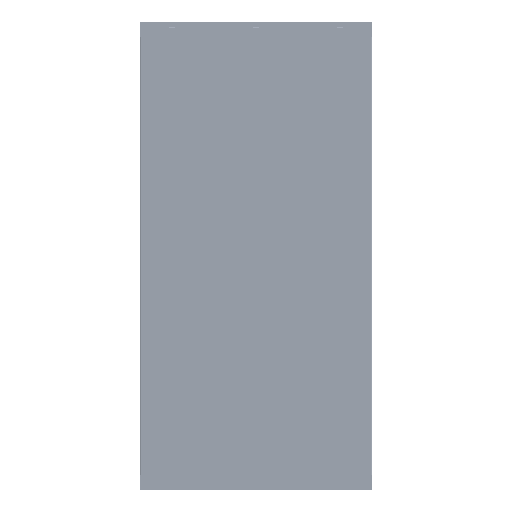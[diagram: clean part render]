
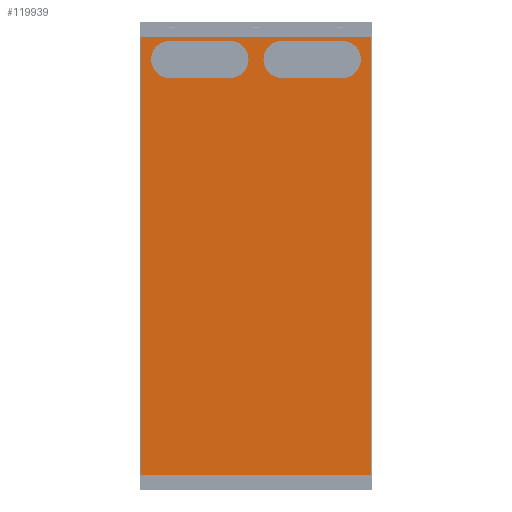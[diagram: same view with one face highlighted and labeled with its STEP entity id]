
A CAD part, front view. The second image highlights one B-rep face of the part: STEP entity #119939.
In plain terms, the highlighted planar face has unit normal (0, -1, 0).
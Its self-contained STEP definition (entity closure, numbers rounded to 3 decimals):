
#11 = VERTEX_POINT ( 'NONE', #8307 ) ;
#1597 = CIRCLE ( 'NONE', #98373, 50. ) ;
#1957 = VECTOR ( 'NONE', #52862, 1000. ) ;
#3649 = EDGE_LOOP ( 'NONE', ( #85540, #96675, #88754, #93533 ) ) ;
#3656 = DIRECTION ( 'NONE',  ( 0., 0., -1. ) ) ;
#4659 = CARTESIAN_POINT ( 'NONE',  ( 230., 0., 575. ) ) ;
#6812 = EDGE_CURVE ( 'NONE', #75515, #119847, #34607, .T. ) ;
#8213 = DIRECTION ( 'NONE',  ( 0., -1., 0. ) ) ;
#8307 = CARTESIAN_POINT ( 'NONE',  ( -307.5, 0., -585. ) ) ;
#8334 = EDGE_CURVE ( 'NONE', #47882, #87058, #105560, .T. ) ;
#10076 = LINE ( 'NONE', #45657, #59328 ) ;
#10580 = DIRECTION ( 'NONE',  ( 1., 0., 0. ) ) ;
#12818 = DIRECTION ( 'NONE',  ( -1., 0., 0. ) ) ;
#15237 = EDGE_CURVE ( 'NONE', #87168, #43975, #102670, .T. ) ;
#18309 = DIRECTION ( 'NONE',  ( 0., 0., 1. ) ) ;
#18956 = DIRECTION ( 'NONE',  ( 0., 0., -1. ) ) ;
#19611 = VERTEX_POINT ( 'NONE', #122349 ) ;
#20136 = AXIS2_PLACEMENT_3D ( 'NONE', #41453, #87675, #102019 ) ;
#20512 = EDGE_CURVE ( 'NONE', #11, #60096, #63473, .T. ) ;
#20598 = VERTEX_POINT ( 'NONE', #91469 ) ;
#21123 = FACE_BOUND ( 'NONE', #48529, .T. ) ;
#21857 = FACE_OUTER_BOUND ( 'NONE', #62003, .T. ) ;
#21975 = LINE ( 'NONE', #68159, #36049 ) ;
#23911 = CARTESIAN_POINT ( 'NONE',  ( -307.5, 0., 625. ) ) ;
#24498 = ORIENTED_EDGE ( 'NONE', *, *, #40580, .T. ) ;
#26676 = CARTESIAN_POINT ( 'NONE',  ( 230., 0., 525. ) ) ;
#30770 = EDGE_CURVE ( 'NONE', #87058, #57190, #141370, .T. ) ;
#32860 = DIRECTION ( 'NONE',  ( 0., 0., 1. ) ) ;
#34607 = CIRCLE ( 'NONE', #20136, 50. ) ;
#36049 = VECTOR ( 'NONE', #10580, 1000. ) ;
#38124 = AXIS2_PLACEMENT_3D ( 'NONE', #101802, #125284, #32860 ) ;
#40580 = EDGE_CURVE ( 'NONE', #43975, #11, #57979, .T. ) ;
#41453 = CARTESIAN_POINT ( 'NONE',  ( -230., 0., 525. ) ) ;
#41661 = CARTESIAN_POINT ( 'NONE',  ( 307.5, 0., 625. ) ) ;
#43975 = VERTEX_POINT ( 'NONE', #117042 ) ;
#45657 = CARTESIAN_POINT ( 'NONE',  ( -78.75, 0., 475. ) ) ;
#47882 = VERTEX_POINT ( 'NONE', #115985 ) ;
#48529 = EDGE_LOOP ( 'NONE', ( #118500, #101378, #114827, #62115 ) ) ;
#49179 = CARTESIAN_POINT ( 'NONE',  ( -230., 0., 575. ) ) ;
#52862 = DIRECTION ( 'NONE',  ( 1., 0., 0. ) ) ;
#54421 = DIRECTION ( 'NONE',  ( 0., 0., -1. ) ) ;
#54633 = VECTOR ( 'NONE', #126897, 1000. ) ;
#57027 = DIRECTION ( 'NONE',  ( -1., 0., 0. ) ) ;
#57190 = VERTEX_POINT ( 'NONE', #4659 ) ;
#57979 = LINE ( 'NONE', #23911, #62758 ) ;
#59328 = VECTOR ( 'NONE', #57027, 1000. ) ;
#60096 = VERTEX_POINT ( 'NONE', #106371 ) ;
#62003 = EDGE_LOOP ( 'NONE', ( #94289, #24498, #64861, #138536 ) ) ;
#62115 = ORIENTED_EDGE ( 'NONE', *, *, #72328, .T. ) ;
#62644 = AXIS2_PLACEMENT_3D ( 'NONE', #103641, #8213, #54421 ) ;
#62758 = VECTOR ( 'NONE', #124860, 1000. ) ;
#63473 = LINE ( 'NONE', #78606, #1957 ) ;
#64861 = ORIENTED_EDGE ( 'NONE', *, *, #20512, .T. ) ;
#66863 = AXIS2_PLACEMENT_3D ( 'NONE', #140068, #71866, #3656 ) ;
#68159 = CARTESIAN_POINT ( 'NONE',  ( -228.75, 0., 575. ) ) ;
#71866 = DIRECTION ( 'NONE',  ( 0., 1., 0. ) ) ;
#72328 = EDGE_CURVE ( 'NONE', #134167, #47882, #10076, .T. ) ;
#73860 = EDGE_CURVE ( 'NONE', #57190, #134167, #1597, .T. ) ;
#75023 = EDGE_CURVE ( 'NONE', #19611, #20598, #139797, .T. ) ;
#75515 = VERTEX_POINT ( 'NONE', #77417 ) ;
#77417 = CARTESIAN_POINT ( 'NONE',  ( -230., 0., 475. ) ) ;
#78606 = CARTESIAN_POINT ( 'NONE',  ( -153.75, 0., -585. ) ) ;
#83292 = EDGE_CURVE ( 'NONE', #119847, #19611, #21975, .T. ) ;
#85540 = ORIENTED_EDGE ( 'NONE', *, *, #6812, .T. ) ;
#87058 = VERTEX_POINT ( 'NONE', #130139 ) ;
#87168 = VERTEX_POINT ( 'NONE', #105192 ) ;
#87675 = DIRECTION ( 'NONE',  ( 0., 1., 0. ) ) ;
#88663 = LINE ( 'NONE', #134840, #131265 ) ;
#88754 = ORIENTED_EDGE ( 'NONE', *, *, #75023, .T. ) ;
#91006 = VECTOR ( 'NONE', #119352, 1000. ) ;
#91469 = CARTESIAN_POINT ( 'NONE',  ( -70., 0., 475. ) ) ;
#93533 = ORIENTED_EDGE ( 'NONE', *, *, #130125, .T. ) ;
#93836 = CARTESIAN_POINT ( 'NONE',  ( 230., 0., 475. ) ) ;
#94289 = ORIENTED_EDGE ( 'NONE', *, *, #15237, .T. ) ;
#95910 = CARTESIAN_POINT ( 'NONE',  ( -78.75, 0., 575. ) ) ;
#96675 = ORIENTED_EDGE ( 'NONE', *, *, #83292, .T. ) ;
#98373 = AXIS2_PLACEMENT_3D ( 'NONE', #26676, #108437, #18309 ) ;
#101378 = ORIENTED_EDGE ( 'NONE', *, *, #30770, .T. ) ;
#101396 = FACE_BOUND ( 'NONE', #3649, .T. ) ;
#101802 = CARTESIAN_POINT ( 'NONE',  ( -70., 0., 525. ) ) ;
#102019 = DIRECTION ( 'NONE',  ( 0., 0., -1. ) ) ;
#102670 = LINE ( 'NONE', #128359, #54633 ) ;
#103641 = CARTESIAN_POINT ( 'NONE',  ( -307.5, 0., 625. ) ) ;
#105192 = CARTESIAN_POINT ( 'NONE',  ( 307.5, 0., 585. ) ) ;
#105560 = CIRCLE ( 'NONE', #66863, 50. ) ;
#106371 = CARTESIAN_POINT ( 'NONE',  ( 307.5, 0., -585. ) ) ;
#108437 = DIRECTION ( 'NONE',  ( 0., 1., 0. ) ) ;
#114827 = ORIENTED_EDGE ( 'NONE', *, *, #73860, .T. ) ;
#115985 = CARTESIAN_POINT ( 'NONE',  ( 70., 0., 475. ) ) ;
#117042 = CARTESIAN_POINT ( 'NONE',  ( -307.5, 0., 585. ) ) ;
#118500 = ORIENTED_EDGE ( 'NONE', *, *, #8334, .T. ) ;
#119352 = DIRECTION ( 'NONE',  ( 1., 0., 0. ) ) ;
#119847 = VERTEX_POINT ( 'NONE', #49179 ) ;
#119939 = ADVANCED_FACE ( 'NONE', ( #101396, #21123, #21857 ), #138481, .T. ) ;
#122349 = CARTESIAN_POINT ( 'NONE',  ( -70., 0., 575. ) ) ;
#124860 = DIRECTION ( 'NONE',  ( 0., 0., -1. ) ) ;
#125284 = DIRECTION ( 'NONE',  ( 0., 1., 0. ) ) ;
#126897 = DIRECTION ( 'NONE',  ( -1., 0., 0. ) ) ;
#128359 = CARTESIAN_POINT ( 'NONE',  ( -153.75, 0., 585. ) ) ;
#129650 = VECTOR ( 'NONE', #18956, 1000. ) ;
#130125 = EDGE_CURVE ( 'NONE', #20598, #75515, #88663, .T. ) ;
#130139 = CARTESIAN_POINT ( 'NONE',  ( 70., 0., 575. ) ) ;
#131265 = VECTOR ( 'NONE', #12818, 1000. ) ;
#134167 = VERTEX_POINT ( 'NONE', #93836 ) ;
#134840 = CARTESIAN_POINT ( 'NONE',  ( -228.75, 0., 475. ) ) ;
#138481 = PLANE ( 'NONE',  #62644 ) ;
#138536 = ORIENTED_EDGE ( 'NONE', *, *, #142451, .F. ) ;
#139797 = CIRCLE ( 'NONE', #38124, 50. ) ;
#140068 = CARTESIAN_POINT ( 'NONE',  ( 70., 0., 525. ) ) ;
#141370 = LINE ( 'NONE', #95910, #91006 ) ;
#142451 = EDGE_CURVE ( 'NONE', #87168, #60096, #145444, .T. ) ;
#145444 = LINE ( 'NONE', #41661, #129650 ) ;
